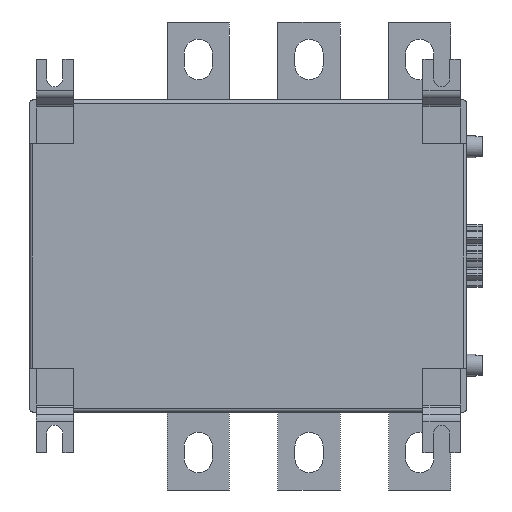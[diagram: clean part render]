
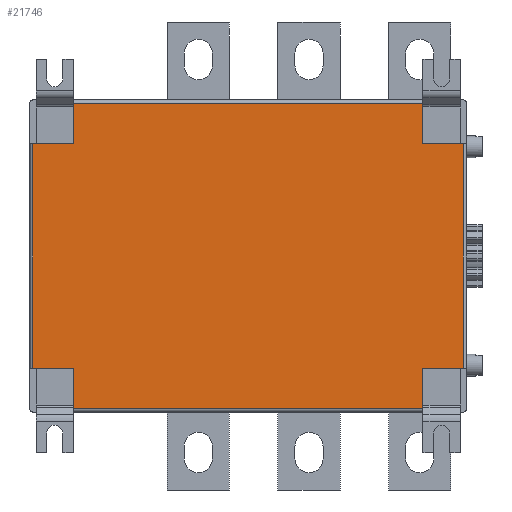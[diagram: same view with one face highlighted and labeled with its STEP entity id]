
A CAD part, front view. The second image highlights one B-rep face of the part: STEP entity #21746.
In plain terms, the highlighted planar face has unit normal (0, -1, 0).
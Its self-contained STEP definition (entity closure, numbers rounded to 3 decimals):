
#253 = LINE ( 'NONE', #24629, #14362 ) ;
#433 = FACE_OUTER_BOUND ( 'NONE', #10423, .T. ) ;
#654 = EDGE_CURVE ( 'NONE', #7008, #24718, #15017, .T. ) ;
#656 = VECTOR ( 'NONE', #17976, 1000. ) ;
#736 = VECTOR ( 'NONE', #4974, 1000. ) ;
#882 = CARTESIAN_POINT ( 'NONE',  ( -56., 0., -36. ) ) ;
#984 = VECTOR ( 'NONE', #9128, 1000. ) ;
#1078 = VERTEX_POINT ( 'NONE', #6087 ) ;
#1189 = DIRECTION ( 'NONE',  ( -1., 0., 0. ) ) ;
#1827 = VERTEX_POINT ( 'NONE', #5475 ) ;
#1895 = CARTESIAN_POINT ( 'NONE',  ( 56., 0., -49. ) ) ;
#2065 = ORIENTED_EDGE ( 'NONE', *, *, #13460, .F. ) ;
#2247 = DIRECTION ( 'NONE',  ( 0., 0., 1. ) ) ;
#2992 = ORIENTED_EDGE ( 'NONE', *, *, #5454, .F. ) ;
#3469 = CARTESIAN_POINT ( 'NONE',  ( 56., 0., 49. ) ) ;
#3730 = CARTESIAN_POINT ( 'NONE',  ( 56., 0., 50. ) ) ;
#3953 = VERTEX_POINT ( 'NONE', #9614 ) ;
#4509 = VECTOR ( 'NONE', #2247, 1000. ) ;
#4655 = LINE ( 'NONE', #3730, #22339 ) ;
#4933 = CARTESIAN_POINT ( 'NONE',  ( 56., 0., -50. ) ) ;
#4974 = DIRECTION ( 'NONE',  ( 0., 0., -1. ) ) ;
#5454 = EDGE_CURVE ( 'NONE', #11447, #1827, #253, .T. ) ;
#5475 = CARTESIAN_POINT ( 'NONE',  ( -69., 0., -36. ) ) ;
#5598 = LINE ( 'NONE', #25137, #8681 ) ;
#5922 = LINE ( 'NONE', #8747, #736 ) ;
#6087 = CARTESIAN_POINT ( 'NONE',  ( -56., 0., 49. ) ) ;
#6188 = CARTESIAN_POINT ( 'NONE',  ( 70., 0., 36. ) ) ;
#6366 = DIRECTION ( 'NONE',  ( 1., 0., 0. ) ) ;
#6406 = ORIENTED_EDGE ( 'NONE', *, *, #13634, .F. ) ;
#6756 = EDGE_CURVE ( 'NONE', #3953, #1078, #18611, .T. ) ;
#6921 = CARTESIAN_POINT ( 'NONE',  ( -56., 0., 49. ) ) ;
#7008 = VERTEX_POINT ( 'NONE', #21446 ) ;
#7290 = VECTOR ( 'NONE', #20716, 1000. ) ;
#7799 = EDGE_CURVE ( 'NONE', #19447, #24718, #14899, .T. ) ;
#7819 = CARTESIAN_POINT ( 'NONE',  ( 69., 0., 36. ) ) ;
#7888 = VERTEX_POINT ( 'NONE', #8252 ) ;
#8164 = ORIENTED_EDGE ( 'NONE', *, *, #19450, .F. ) ;
#8252 = CARTESIAN_POINT ( 'NONE',  ( 56., 0., -36. ) ) ;
#8681 = VECTOR ( 'NONE', #17335, 1000. ) ;
#8747 = CARTESIAN_POINT ( 'NONE',  ( -69., 0., -36. ) ) ;
#8960 = DIRECTION ( 'NONE',  ( 0., 0., -1. ) ) ;
#9128 = DIRECTION ( 'NONE',  ( 1., 0., 0. ) ) ;
#9527 = CARTESIAN_POINT ( 'NONE',  ( 70., 0., -36. ) ) ;
#9614 = CARTESIAN_POINT ( 'NONE',  ( -56., 0., 36. ) ) ;
#10056 = EDGE_CURVE ( 'NONE', #12100, #11447, #21764, .T. ) ;
#10147 = EDGE_CURVE ( 'NONE', #12100, #19494, #5598, .T. ) ;
#10423 = EDGE_LOOP ( 'NONE', ( #12388, #17931, #2992, #10630, #12437, #2065, #8164, #15699, #17064, #6406, #18669, #22769 ) ) ;
#10600 = EDGE_CURVE ( 'NONE', #25120, #3953, #22985, .T. ) ;
#10630 = ORIENTED_EDGE ( 'NONE', *, *, #10056, .F. ) ;
#10753 = CARTESIAN_POINT ( 'NONE',  ( 0., 0., 0. ) ) ;
#11163 = CARTESIAN_POINT ( 'NONE',  ( -56., 0., 50. ) ) ;
#11447 = VERTEX_POINT ( 'NONE', #882 ) ;
#12100 = VERTEX_POINT ( 'NONE', #14779 ) ;
#12388 = ORIENTED_EDGE ( 'NONE', *, *, #10600, .F. ) ;
#12437 = ORIENTED_EDGE ( 'NONE', *, *, #10147, .T. ) ;
#13265 = LINE ( 'NONE', #9527, #24248 ) ;
#13460 = EDGE_CURVE ( 'NONE', #7888, #19494, #20237, .T. ) ;
#13524 = VECTOR ( 'NONE', #1189, 1000. ) ;
#13634 = EDGE_CURVE ( 'NONE', #18825, #7008, #4655, .T. ) ;
#13639 = DIRECTION ( 'NONE',  ( 0., 0., -1. ) ) ;
#14362 = VECTOR ( 'NONE', #20477, 1000. ) ;
#14773 = LINE ( 'NONE', #6921, #13524 ) ;
#14779 = CARTESIAN_POINT ( 'NONE',  ( -56., 0., -49. ) ) ;
#14899 = LINE ( 'NONE', #7819, #4509 ) ;
#15017 = LINE ( 'NONE', #6188, #19311 ) ;
#15402 = DIRECTION ( 'NONE',  ( -1., 0., 0. ) ) ;
#15699 = ORIENTED_EDGE ( 'NONE', *, *, #7799, .T. ) ;
#16703 = PLANE ( 'NONE',  #23052 ) ;
#16814 = CARTESIAN_POINT ( 'NONE',  ( -56., 0., -50. ) ) ;
#17064 = ORIENTED_EDGE ( 'NONE', *, *, #654, .F. ) ;
#17335 = DIRECTION ( 'NONE',  ( 1., 0., 0. ) ) ;
#17931 = ORIENTED_EDGE ( 'NONE', *, *, #19812, .T. ) ;
#17976 = DIRECTION ( 'NONE',  ( 0., 0., -1. ) ) ;
#18611 = LINE ( 'NONE', #11163, #7290 ) ;
#18669 = ORIENTED_EDGE ( 'NONE', *, *, #23189, .T. ) ;
#18825 = VERTEX_POINT ( 'NONE', #3469 ) ;
#19311 = VECTOR ( 'NONE', #6366, 1000. ) ;
#19447 = VERTEX_POINT ( 'NONE', #24845 ) ;
#19450 = EDGE_CURVE ( 'NONE', #19447, #7888, #13265, .T. ) ;
#19494 = VERTEX_POINT ( 'NONE', #1895 ) ;
#19812 = EDGE_CURVE ( 'NONE', #25120, #1827, #5922, .T. ) ;
#20237 = LINE ( 'NONE', #4933, #656 ) ;
#20477 = DIRECTION ( 'NONE',  ( -1., 0., 0. ) ) ;
#20627 = CARTESIAN_POINT ( 'NONE',  ( 69., 0., 36. ) ) ;
#20716 = DIRECTION ( 'NONE',  ( 0., 0., 1. ) ) ;
#21446 = CARTESIAN_POINT ( 'NONE',  ( 56., 0., 36. ) ) ;
#21698 = CARTESIAN_POINT ( 'NONE',  ( -69., 0., 36. ) ) ;
#21746 = ADVANCED_FACE ( 'NONE', ( #433 ), #16703, .T. ) ;
#21764 = LINE ( 'NONE', #16814, #23607 ) ;
#22339 = VECTOR ( 'NONE', #13639, 1000. ) ;
#22436 = DIRECTION ( 'NONE',  ( 0., 0., 1. ) ) ;
#22661 = CARTESIAN_POINT ( 'NONE',  ( -70., 0., 36. ) ) ;
#22769 = ORIENTED_EDGE ( 'NONE', *, *, #6756, .F. ) ;
#22985 = LINE ( 'NONE', #22661, #984 ) ;
#23052 = AXIS2_PLACEMENT_3D ( 'NONE', #10753, #24374, #8960 ) ;
#23189 = EDGE_CURVE ( 'NONE', #18825, #1078, #14773, .T. ) ;
#23607 = VECTOR ( 'NONE', #22436, 1000. ) ;
#24248 = VECTOR ( 'NONE', #15402, 1000. ) ;
#24374 = DIRECTION ( 'NONE',  ( 0., -1., 0. ) ) ;
#24629 = CARTESIAN_POINT ( 'NONE',  ( -70., 0., -36. ) ) ;
#24718 = VERTEX_POINT ( 'NONE', #20627 ) ;
#24845 = CARTESIAN_POINT ( 'NONE',  ( 69., 0., -36. ) ) ;
#25120 = VERTEX_POINT ( 'NONE', #21698 ) ;
#25137 = CARTESIAN_POINT ( 'NONE',  ( 56., 0., -49. ) ) ;
